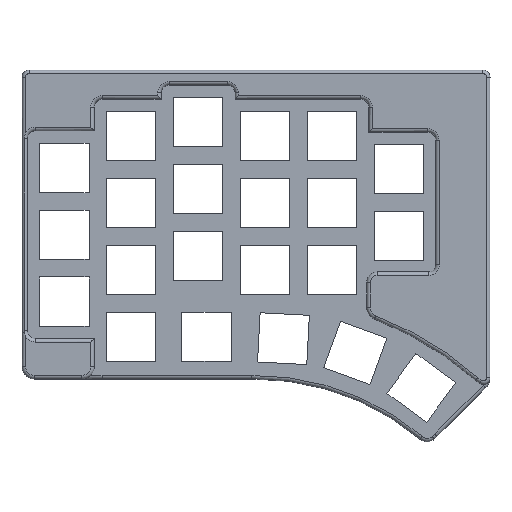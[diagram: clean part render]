
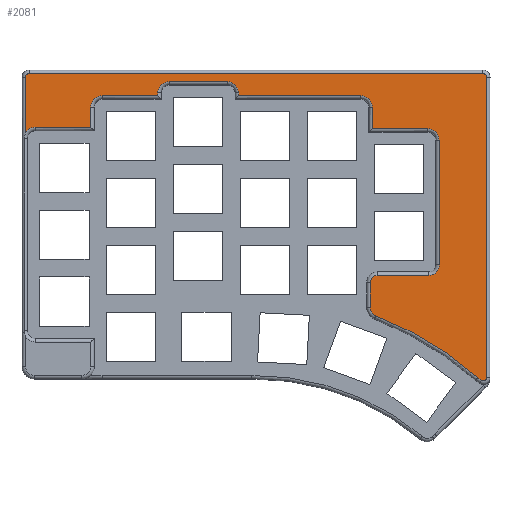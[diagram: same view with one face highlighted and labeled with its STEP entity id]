
A CAD part, top view. The second image highlights one B-rep face of the part: STEP entity #2081.
In plain terms, the highlighted planar face has unit normal (0, 0, 1).
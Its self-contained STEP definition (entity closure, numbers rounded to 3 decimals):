
#1820=CARTESIAN_POINT('',(-0.,0.,8.12));
#1821=DIRECTION('',(0.,0.,-1.));
#1822=DIRECTION('',(1.,0.,0.));
#1823=AXIS2_PLACEMENT_3D('',#1820,#1821,#1822);
#1824=PLANE('',#1823);
#1825=CARTESIAN_POINT('',(-154.999,-94.144,8.12));
#1826=VERTEX_POINT('',#1825);
#1827=CARTESIAN_POINT('',(-153.572,-93.42,8.12));
#1828=VERTEX_POINT('',#1827);
#1829=CARTESIAN_POINT('',(-154.472,-93.414,8.12));
#1830=DIRECTION('',(-0.,0.,1.));
#1831=DIRECTION('',(1.,0.,0.));
#1832=AXIS2_PLACEMENT_3D('',#1829,#1830,#1831);
#1833=CIRCLE('',#1832,0.9);
#1834=EDGE_CURVE('',#1826,#1828,#1833,.T.);
#1835=ORIENTED_EDGE('',*,*,#1834,.T.);
#1836=CARTESIAN_POINT('',(-153.572,-93.4,8.12));
#1837=VERTEX_POINT('',#1836);
#1838=CARTESIAN_POINT('',(-156.616,-93.4,8.12));
#1839=DIRECTION('',(0.,-0.,-1.));
#1840=DIRECTION('',(1.,0.,0.));
#1841=AXIS2_PLACEMENT_3D('',#1838,#1839,#1840);
#1842=CIRCLE('',#1841,3.045);
#1843=EDGE_CURVE('',#1837,#1828,#1842,.T.);
#1844=ORIENTED_EDGE('',*,*,#1843,.F.);
#1845=CARTESIAN_POINT('',(-153.572,-8.016,8.12));
#1846=VERTEX_POINT('',#1845);
#1847=CARTESIAN_POINT('',(-153.572,-8.016,8.12));
#1848=DIRECTION('',(0.,-1.,-0.));
#1849=VECTOR('',#1848,85.384);
#1850=LINE('',#1847,#1849);
#1851=EDGE_CURVE('',#1846,#1837,#1850,.T.);
#1852=ORIENTED_EDGE('',*,*,#1851,.F.);
#1853=CARTESIAN_POINT('',(-154.572,-7.016,8.12));
#1854=VERTEX_POINT('',#1853);
#1855=CARTESIAN_POINT('',(-154.572,-8.016,8.12));
#1856=DIRECTION('',(0.,-0.,-1.));
#1857=DIRECTION('',(1.,0.,0.));
#1858=AXIS2_PLACEMENT_3D('',#1855,#1856,#1857);
#1859=CIRCLE('',#1858,1.);
#1860=EDGE_CURVE('',#1854,#1846,#1859,.T.);
#1861=ORIENTED_EDGE('',*,*,#1860,.F.);
#1862=CARTESIAN_POINT('',(-283.52,-7.016,8.12));
#1863=VERTEX_POINT('',#1862);
#1864=CARTESIAN_POINT('',(-283.52,-7.016,8.12));
#1865=DIRECTION('',(1.,-0.,0.));
#1866=VECTOR('',#1865,128.948);
#1867=LINE('',#1864,#1866);
#1868=EDGE_CURVE('',#1863,#1854,#1867,.T.);
#1869=ORIENTED_EDGE('',*,*,#1868,.F.);
#1870=CARTESIAN_POINT('',(-284.52,-8.016,8.12));
#1871=VERTEX_POINT('',#1870);
#1872=CARTESIAN_POINT('',(-283.52,-8.016,8.12));
#1873=DIRECTION('',(0.,-0.,-1.));
#1874=DIRECTION('',(1.,0.,0.));
#1875=AXIS2_PLACEMENT_3D('',#1872,#1873,#1874);
#1876=CIRCLE('',#1875,1.);
#1877=EDGE_CURVE('',#1871,#1863,#1876,.T.);
#1878=ORIENTED_EDGE('',*,*,#1877,.F.);
#1879=CARTESIAN_POINT('',(-284.52,-23.798,8.12));
#1880=VERTEX_POINT('',#1879);
#1881=CARTESIAN_POINT('',(-284.52,-23.798,8.12));
#1882=DIRECTION('',(-0.,1.,-0.));
#1883=VECTOR('',#1882,15.782);
#1884=LINE('',#1881,#1883);
#1885=EDGE_CURVE('',#1880,#1871,#1884,.T.);
#1886=ORIENTED_EDGE('',*,*,#1885,.F.);
#1887=CARTESIAN_POINT('',(-281.763,-22.26,8.12));
#1888=VERTEX_POINT('',#1887);
#1889=CARTESIAN_POINT('',(-281.763,-25.501,8.12));
#1890=DIRECTION('',(-0.,0.,1.));
#1891=DIRECTION('',(1.,0.,0.));
#1892=AXIS2_PLACEMENT_3D('',#1889,#1890,#1891);
#1893=CIRCLE('',#1892,3.241);
#1894=EDGE_CURVE('',#1888,#1880,#1893,.T.);
#1895=ORIENTED_EDGE('',*,*,#1894,.F.);
#1896=CARTESIAN_POINT('',(-266.002,-22.26,8.12));
#1897=VERTEX_POINT('',#1896);
#1898=CARTESIAN_POINT('',(-266.002,-22.26,8.12));
#1899=DIRECTION('',(-1.,-0.,-0.));
#1900=VECTOR('',#1899,15.76);
#1901=LINE('',#1898,#1900);
#1902=EDGE_CURVE('',#1897,#1888,#1901,.T.);
#1903=ORIENTED_EDGE('',*,*,#1902,.F.);
#1904=CARTESIAN_POINT('',(-266.002,-16.501,8.12));
#1905=VERTEX_POINT('',#1904);
#1906=CARTESIAN_POINT('',(-266.002,-16.501,8.12));
#1907=DIRECTION('',(0.,-1.,0.));
#1908=VECTOR('',#1907,5.759);
#1909=LINE('',#1906,#1908);
#1910=EDGE_CURVE('',#1905,#1897,#1909,.T.);
#1911=ORIENTED_EDGE('',*,*,#1910,.F.);
#1912=CARTESIAN_POINT('',(-262.761,-13.26,8.12));
#1913=VERTEX_POINT('',#1912);
#1914=CARTESIAN_POINT('',(-262.761,-16.501,8.12));
#1915=DIRECTION('',(-0.,0.,1.));
#1916=DIRECTION('',(1.,0.,0.));
#1917=AXIS2_PLACEMENT_3D('',#1914,#1915,#1916);
#1918=CIRCLE('',#1917,3.241);
#1919=EDGE_CURVE('',#1913,#1905,#1918,.T.);
#1920=ORIENTED_EDGE('',*,*,#1919,.F.);
#1921=CARTESIAN_POINT('',(-247.002,-13.26,8.12));
#1922=VERTEX_POINT('',#1921);
#1923=CARTESIAN_POINT('',(-247.002,-13.26,8.12));
#1924=DIRECTION('',(-1.,-0.,-0.));
#1925=VECTOR('',#1924,15.759);
#1926=LINE('',#1923,#1925);
#1927=EDGE_CURVE('',#1922,#1913,#1926,.T.);
#1928=ORIENTED_EDGE('',*,*,#1927,.F.);
#1929=CARTESIAN_POINT('',(-247.002,-12.501,8.12));
#1930=VERTEX_POINT('',#1929);
#1931=CARTESIAN_POINT('',(-247.002,-12.501,8.12));
#1932=DIRECTION('',(0.,-1.,0.));
#1933=VECTOR('',#1932,0.759);
#1934=LINE('',#1931,#1933);
#1935=EDGE_CURVE('',#1930,#1922,#1934,.T.);
#1936=ORIENTED_EDGE('',*,*,#1935,.F.);
#1937=CARTESIAN_POINT('',(-243.761,-9.26,8.12));
#1938=VERTEX_POINT('',#1937);
#1939=CARTESIAN_POINT('',(-243.761,-12.501,8.12));
#1940=DIRECTION('',(-0.,0.,1.));
#1941=DIRECTION('',(1.,0.,0.));
#1942=AXIS2_PLACEMENT_3D('',#1939,#1940,#1941);
#1943=CIRCLE('',#1942,3.241);
#1944=EDGE_CURVE('',#1938,#1930,#1943,.T.);
#1945=ORIENTED_EDGE('',*,*,#1944,.F.);
#1946=CARTESIAN_POINT('',(-227.253,-9.26,8.12));
#1947=VERTEX_POINT('',#1946);
#1948=CARTESIAN_POINT('',(-227.253,-9.26,8.12));
#1949=DIRECTION('',(-1.,-0.,-0.));
#1950=VECTOR('',#1949,16.508);
#1951=LINE('',#1948,#1950);
#1952=EDGE_CURVE('',#1947,#1938,#1951,.T.);
#1953=ORIENTED_EDGE('',*,*,#1952,.F.);
#1954=CARTESIAN_POINT('',(-224.012,-12.501,8.12));
#1955=VERTEX_POINT('',#1954);
#1956=CARTESIAN_POINT('',(-227.253,-12.501,8.12));
#1957=DIRECTION('',(-0.,0.,1.));
#1958=DIRECTION('',(1.,0.,0.));
#1959=AXIS2_PLACEMENT_3D('',#1956,#1957,#1958);
#1960=CIRCLE('',#1959,3.241);
#1961=EDGE_CURVE('',#1955,#1947,#1960,.T.);
#1962=ORIENTED_EDGE('',*,*,#1961,.F.);
#1963=CARTESIAN_POINT('',(-224.012,-13.26,8.12));
#1964=VERTEX_POINT('',#1963);
#1965=CARTESIAN_POINT('',(-224.012,-13.26,8.12));
#1966=DIRECTION('',(-0.,1.,-0.));
#1967=VECTOR('',#1966,0.759);
#1968=LINE('',#1965,#1967);
#1969=EDGE_CURVE('',#1964,#1955,#1968,.T.);
#1970=ORIENTED_EDGE('',*,*,#1969,.F.);
#1971=CARTESIAN_POINT('',(-189.253,-13.26,8.12));
#1972=VERTEX_POINT('',#1971);
#1973=CARTESIAN_POINT('',(-189.253,-13.26,8.12));
#1974=DIRECTION('',(-1.,-0.,-0.));
#1975=VECTOR('',#1974,34.759);
#1976=LINE('',#1973,#1975);
#1977=EDGE_CURVE('',#1972,#1964,#1976,.T.);
#1978=ORIENTED_EDGE('',*,*,#1977,.F.);
#1979=CARTESIAN_POINT('',(-186.012,-16.501,8.12));
#1980=VERTEX_POINT('',#1979);
#1981=CARTESIAN_POINT('',(-189.253,-16.501,8.12));
#1982=DIRECTION('',(-0.,0.,1.));
#1983=DIRECTION('',(1.,0.,0.));
#1984=AXIS2_PLACEMENT_3D('',#1981,#1982,#1983);
#1985=CIRCLE('',#1984,3.241);
#1986=EDGE_CURVE('',#1980,#1972,#1985,.T.);
#1987=ORIENTED_EDGE('',*,*,#1986,.F.);
#1988=CARTESIAN_POINT('',(-186.012,-22.65,8.12));
#1989=VERTEX_POINT('',#1988);
#1990=CARTESIAN_POINT('',(-186.012,-22.65,8.12));
#1991=DIRECTION('',(0.,1.,0.));
#1992=VECTOR('',#1991,6.149);
#1993=LINE('',#1990,#1992);
#1994=EDGE_CURVE('',#1989,#1980,#1993,.T.);
#1995=ORIENTED_EDGE('',*,*,#1994,.F.);
#1996=CARTESIAN_POINT('',(-170.253,-22.65,8.12));
#1997=VERTEX_POINT('',#1996);
#1998=CARTESIAN_POINT('',(-170.253,-22.65,8.12));
#1999=DIRECTION('',(-1.,-0.,-0.));
#2000=VECTOR('',#1999,15.759);
#2001=LINE('',#1998,#2000);
#2002=EDGE_CURVE('',#1997,#1989,#2001,.T.);
#2003=ORIENTED_EDGE('',*,*,#2002,.F.);
#2004=CARTESIAN_POINT('',(-167.012,-25.891,8.12));
#2005=VERTEX_POINT('',#2004);
#2006=CARTESIAN_POINT('',(-170.253,-25.891,8.12));
#2007=DIRECTION('',(-0.,0.,1.));
#2008=DIRECTION('',(1.,0.,0.));
#2009=AXIS2_PLACEMENT_3D('',#2006,#2007,#2008);
#2010=CIRCLE('',#2009,3.241);
#2011=EDGE_CURVE('',#2005,#1997,#2010,.T.);
#2012=ORIENTED_EDGE('',*,*,#2011,.F.);
#2013=CARTESIAN_POINT('',(-167.012,-61.355,8.12));
#2014=VERTEX_POINT('',#2013);
#2015=CARTESIAN_POINT('',(-167.012,-61.355,8.12));
#2016=DIRECTION('',(0.,1.,0.));
#2017=VECTOR('',#2016,35.464);
#2018=LINE('',#2015,#2017);
#2019=EDGE_CURVE('',#2014,#2005,#2018,.T.);
#2020=ORIENTED_EDGE('',*,*,#2019,.F.);
#2021=CARTESIAN_POINT('',(-170.007,-64.35,8.12));
#2022=VERTEX_POINT('',#2021);
#2023=CARTESIAN_POINT('',(-170.007,-61.355,8.12));
#2024=DIRECTION('',(-0.,0.,1.));
#2025=DIRECTION('',(1.,0.,0.));
#2026=AXIS2_PLACEMENT_3D('',#2023,#2024,#2025);
#2027=CIRCLE('',#2026,2.995);
#2028=EDGE_CURVE('',#2022,#2014,#2027,.T.);
#2029=ORIENTED_EDGE('',*,*,#2028,.F.);
#2030=CARTESIAN_POINT('',(-184.632,-64.35,8.12));
#2031=VERTEX_POINT('',#2030);
#2032=CARTESIAN_POINT('',(-184.632,-64.35,8.12));
#2033=DIRECTION('',(1.,0.,0.));
#2034=VECTOR('',#2033,14.625);
#2035=LINE('',#2032,#2034);
#2036=EDGE_CURVE('',#2031,#2022,#2035,.T.);
#2037=ORIENTED_EDGE('',*,*,#2036,.F.);
#2038=CARTESIAN_POINT('',(-186.632,-66.35,8.12));
#2039=VERTEX_POINT('',#2038);
#2040=CARTESIAN_POINT('',(-184.632,-66.35,8.12));
#2041=DIRECTION('',(0.,-0.,-1.));
#2042=DIRECTION('',(1.,0.,0.));
#2043=AXIS2_PLACEMENT_3D('',#2040,#2041,#2042);
#2044=CIRCLE('',#2043,2.);
#2045=EDGE_CURVE('',#2039,#2031,#2044,.T.);
#2046=ORIENTED_EDGE('',*,*,#2045,.F.);
#2047=CARTESIAN_POINT('',(-186.632,-73.45,8.12));
#2048=VERTEX_POINT('',#2047);
#2049=CARTESIAN_POINT('',(-186.632,-73.45,8.12));
#2050=DIRECTION('',(-0.,1.,-0.));
#2051=VECTOR('',#2050,7.1);
#2052=LINE('',#2049,#2051);
#2053=EDGE_CURVE('',#2048,#2039,#2052,.T.);
#2054=ORIENTED_EDGE('',*,*,#2053,.F.);
#2055=CARTESIAN_POINT('',(-185.032,-75.783,8.12));
#2056=VERTEX_POINT('',#2055);
#2057=CARTESIAN_POINT('',(-184.132,-73.45,8.12));
#2058=DIRECTION('',(0.,-0.,-1.));
#2059=DIRECTION('',(1.,0.,0.));
#2060=AXIS2_PLACEMENT_3D('',#2057,#2058,#2059);
#2061=CIRCLE('',#2060,2.5);
#2062=EDGE_CURVE('',#2056,#2048,#2061,.T.);
#2063=ORIENTED_EDGE('',*,*,#2062,.F.);
#2064=CARTESIAN_POINT('',(-156.107,-93.343,8.12));
#2065=VERTEX_POINT('',#2064);
#2066=CARTESIAN_POINT('',(-219.568,-165.271,8.12));
#2067=DIRECTION('',(-0.,0.,1.));
#2068=DIRECTION('',(1.,0.,0.));
#2069=AXIS2_PLACEMENT_3D('',#2066,#2067,#2068);
#2070=CIRCLE('',#2069,95.921);
#2071=EDGE_CURVE('',#2065,#2056,#2070,.T.);
#2072=ORIENTED_EDGE('',*,*,#2071,.F.);
#2073=CARTESIAN_POINT('',(-154.999,-94.144,8.12));
#2074=DIRECTION('',(-0.811,0.585,-0.));
#2075=VECTOR('',#2074,1.367);
#2076=LINE('',#2073,#2075);
#2077=EDGE_CURVE('',#1826,#2065,#2076,.T.);
#2078=ORIENTED_EDGE('',*,*,#2077,.F.);
#2079=EDGE_LOOP('',(#1835,#1844,#1852,#1861,#1869,#1878,#1886,#1895,#1903,#1911,#1920,#1928,#1936,#1945,#1953,#1962,#1970,#1978,#1987,#1995,#2003,#2012,#2020,#2029,#2037,#2046,
#2054,#2063,#2072,#2078));
#2080=FACE_BOUND('',#2079,.T.);
#2081=ADVANCED_FACE('',(#2080),#1824,.F.);
